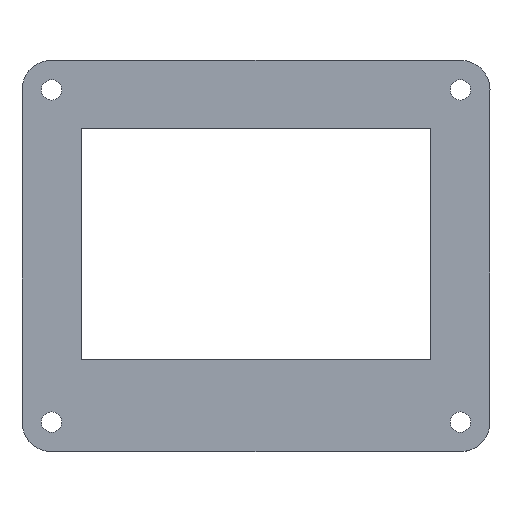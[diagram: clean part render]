
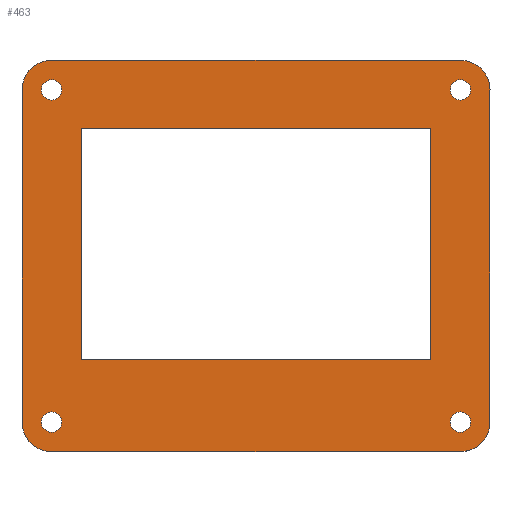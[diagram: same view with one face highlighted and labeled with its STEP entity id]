
A CAD part, top view. The second image highlights one B-rep face of the part: STEP entity #463.
In plain terms, the highlighted planar face has unit normal (0, 0, 1).
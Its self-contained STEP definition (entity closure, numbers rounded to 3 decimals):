
#25=FACE_BOUND('',#82,.T.);
#26=FACE_BOUND('',#83,.T.);
#27=FACE_BOUND('',#84,.T.);
#28=FACE_BOUND('',#85,.T.);
#29=FACE_BOUND('',#86,.T.);
#35=CIRCLE('',#502,5.);
#36=CIRCLE('',#503,5.);
#37=CIRCLE('',#504,5.);
#38=CIRCLE('',#505,5.);
#39=CIRCLE('',#506,5.);
#40=CIRCLE('',#507,5.);
#41=CIRCLE('',#508,1.723);
#42=CIRCLE('',#509,1.723);
#43=CIRCLE('',#510,1.722);
#44=CIRCLE('',#511,1.722);
#57=FACE_OUTER_BOUND('',#81,.T.);
#81=EDGE_LOOP('',(#323,#324,#325,#326,#327,#328,#329,#330,#331,#332));
#82=EDGE_LOOP('',(#333,#334,#335,#336,#337,#338,#339,#340));
#83=EDGE_LOOP('',(#341));
#84=EDGE_LOOP('',(#342));
#85=EDGE_LOOP('',(#343));
#86=EDGE_LOOP('',(#344));
#115=LINE('',#687,#161);
#119=LINE('',#694,#165);
#120=LINE('',#700,#166);
#121=LINE('',#704,#167);
#122=LINE('',#708,#168);
#123=LINE('',#714,#169);
#124=LINE('',#718,#170);
#125=LINE('',#720,#171);
#126=LINE('',#722,#172);
#127=LINE('',#723,#173);
#128=LINE('',#725,#174);
#129=LINE('',#726,#175);
#161=VECTOR('',#549,10.);
#165=VECTOR('',#555,10.);
#166=VECTOR('',#560,10.);
#167=VECTOR('',#563,10.);
#168=VECTOR('',#566,10.);
#169=VECTOR('',#571,10.);
#170=VECTOR('',#574,10.);
#171=VECTOR('',#575,10.);
#172=VECTOR('',#576,10.);
#173=VECTOR('',#577,10.);
#174=VECTOR('',#578,10.);
#175=VECTOR('',#579,10.);
#207=VERTEX_POINT('',#684);
#208=VERTEX_POINT('',#686);
#210=VERTEX_POINT('',#692);
#211=VERTEX_POINT('',#696);
#212=VERTEX_POINT('',#697);
#213=VERTEX_POINT('',#699);
#214=VERTEX_POINT('',#701);
#215=VERTEX_POINT('',#703);
#216=VERTEX_POINT('',#705);
#217=VERTEX_POINT('',#707);
#218=VERTEX_POINT('',#709);
#219=VERTEX_POINT('',#711);
#220=VERTEX_POINT('',#713);
#221=VERTEX_POINT('',#716);
#222=VERTEX_POINT('',#717);
#223=VERTEX_POINT('',#719);
#224=VERTEX_POINT('',#721);
#225=VERTEX_POINT('',#724);
#226=VERTEX_POINT('',#727);
#227=VERTEX_POINT('',#729);
#228=VERTEX_POINT('',#731);
#229=VERTEX_POINT('',#733);
#251=EDGE_CURVE('',#208,#207,#115,.T.);
#255=EDGE_CURVE('',#207,#210,#119,.T.);
#256=EDGE_CURVE('',#211,#212,#35,.T.);
#257=EDGE_CURVE('',#212,#213,#120,.T.);
#258=EDGE_CURVE('',#213,#214,#36,.T.);
#259=EDGE_CURVE('',#214,#215,#121,.T.);
#260=EDGE_CURVE('',#215,#216,#37,.T.);
#261=EDGE_CURVE('',#216,#217,#122,.T.);
#262=EDGE_CURVE('',#217,#218,#38,.T.);
#263=EDGE_CURVE('',#218,#219,#39,.T.);
#264=EDGE_CURVE('',#219,#220,#123,.T.);
#265=EDGE_CURVE('',#220,#211,#40,.T.);
#266=EDGE_CURVE('',#221,#222,#124,.T.);
#267=EDGE_CURVE('',#222,#223,#125,.T.);
#268=EDGE_CURVE('',#223,#224,#126,.T.);
#269=EDGE_CURVE('',#224,#208,#127,.T.);
#270=EDGE_CURVE('',#210,#225,#128,.T.);
#271=EDGE_CURVE('',#225,#221,#129,.T.);
#272=EDGE_CURVE('',#226,#226,#41,.T.);
#273=EDGE_CURVE('',#227,#227,#42,.T.);
#274=EDGE_CURVE('',#228,#228,#43,.T.);
#275=EDGE_CURVE('',#229,#229,#44,.T.);
#323=ORIENTED_EDGE('',*,*,#256,.T.);
#324=ORIENTED_EDGE('',*,*,#257,.T.);
#325=ORIENTED_EDGE('',*,*,#258,.T.);
#326=ORIENTED_EDGE('',*,*,#259,.T.);
#327=ORIENTED_EDGE('',*,*,#260,.T.);
#328=ORIENTED_EDGE('',*,*,#261,.T.);
#329=ORIENTED_EDGE('',*,*,#262,.T.);
#330=ORIENTED_EDGE('',*,*,#263,.T.);
#331=ORIENTED_EDGE('',*,*,#264,.T.);
#332=ORIENTED_EDGE('',*,*,#265,.T.);
#333=ORIENTED_EDGE('',*,*,#266,.T.);
#334=ORIENTED_EDGE('',*,*,#267,.T.);
#335=ORIENTED_EDGE('',*,*,#268,.T.);
#336=ORIENTED_EDGE('',*,*,#269,.T.);
#337=ORIENTED_EDGE('',*,*,#251,.T.);
#338=ORIENTED_EDGE('',*,*,#255,.T.);
#339=ORIENTED_EDGE('',*,*,#270,.T.);
#340=ORIENTED_EDGE('',*,*,#271,.T.);
#341=ORIENTED_EDGE('',*,*,#272,.T.);
#342=ORIENTED_EDGE('',*,*,#273,.T.);
#343=ORIENTED_EDGE('',*,*,#274,.T.);
#344=ORIENTED_EDGE('',*,*,#275,.T.);
#449=PLANE('',#501);
#463=ADVANCED_FACE('',(#57,#25,#26,#27,#28,#29),#449,.T.);
#501=AXIS2_PLACEMENT_3D('',#695,#556,#557);
#502=AXIS2_PLACEMENT_3D('',#698,#558,#559);
#503=AXIS2_PLACEMENT_3D('',#702,#561,#562);
#504=AXIS2_PLACEMENT_3D('',#706,#564,#565);
#505=AXIS2_PLACEMENT_3D('',#710,#567,#568);
#506=AXIS2_PLACEMENT_3D('',#712,#569,#570);
#507=AXIS2_PLACEMENT_3D('',#715,#572,#573);
#508=AXIS2_PLACEMENT_3D('',#728,#580,#581);
#509=AXIS2_PLACEMENT_3D('',#730,#582,#583);
#510=AXIS2_PLACEMENT_3D('',#732,#584,#585);
#511=AXIS2_PLACEMENT_3D('',#734,#586,#587);
#549=DIRECTION('',(-1.,0.002,0.));
#555=DIRECTION('',(0.,1.,0.));
#556=DIRECTION('center_axis',(0.,0.,1.));
#557=DIRECTION('ref_axis',(-1.,0.,0.));
#558=DIRECTION('center_axis',(0.,0.,1.));
#559=DIRECTION('ref_axis',(1.,0.,0.));
#560=DIRECTION('',(-1.,0.,0.));
#561=DIRECTION('center_axis',(0.,0.,1.));
#562=DIRECTION('ref_axis',(0.,1.,0.));
#563=DIRECTION('',(0.,-1.,0.));
#564=DIRECTION('center_axis',(0.,0.,1.));
#565=DIRECTION('ref_axis',(-1.,0.,0.));
#566=DIRECTION('',(1.,0.,0.));
#567=DIRECTION('center_axis',(0.,0.,1.));
#568=DIRECTION('ref_axis',(0.,-1.,0.));
#569=DIRECTION('center_axis',(0.,0.,1.));
#570=DIRECTION('ref_axis',(0.72,-0.694,0.));
#571=DIRECTION('',(0.,1.,0.));
#572=DIRECTION('center_axis',(0.,0.,1.));
#573=DIRECTION('ref_axis',(1.,0.,0.));
#574=DIRECTION('',(1.,0.,0.));
#575=DIRECTION('',(0.,-1.,0.));
#576=DIRECTION('',(-1.,0.,0.));
#577=DIRECTION('',(0.,1.,0.));
#578=DIRECTION('',(1.,0.,0.));
#579=DIRECTION('',(0.,-1.,0.));
#580=DIRECTION('center_axis',(0.,0.,-1.));
#581=DIRECTION('ref_axis',(-1.,0.,0.));
#582=DIRECTION('center_axis',(0.,0.,-1.));
#583=DIRECTION('ref_axis',(-1.,0.,0.));
#584=DIRECTION('center_axis',(0.,0.,-1.));
#585=DIRECTION('ref_axis',(-1.,0.,0.));
#586=DIRECTION('center_axis',(0.,0.,-1.));
#587=DIRECTION('ref_axis',(-1.,0.,0.));
#684=CARTESIAN_POINT('',(141.073,-109.392,10.3));
#686=CARTESIAN_POINT('',(141.078,-109.392,10.3));
#687=CARTESIAN_POINT('',(200.226,-109.516,10.3));
#692=CARTESIAN_POINT('',(141.078,-70.378,10.3));
#694=CARTESIAN_POINT('',(141.073,-109.392,10.3));
#695=CARTESIAN_POINT('Origin',(170.654,-91.963,10.3));
#696=CARTESIAN_POINT('',(208.768,-60.333,10.3));
#697=CARTESIAN_POINT('',(205.232,-58.869,10.3));
#698=CARTESIAN_POINT('Origin',(205.232,-63.869,10.3));
#699=CARTESIAN_POINT('',(136.075,-58.869,10.3));
#700=CARTESIAN_POINT('',(205.232,-58.869,10.3));
#701=CARTESIAN_POINT('',(131.075,-63.869,10.3));
#702=CARTESIAN_POINT('Origin',(136.075,-63.869,10.3));
#703=CARTESIAN_POINT('',(131.075,-120.061,10.3));
#704=CARTESIAN_POINT('',(131.075,-63.869,10.3));
#705=CARTESIAN_POINT('',(136.075,-125.062,10.3));
#706=CARTESIAN_POINT('Origin',(136.075,-120.062,10.3));
#707=CARTESIAN_POINT('',(205.232,-125.062,10.3));
#708=CARTESIAN_POINT('',(136.075,-125.062,10.3));
#709=CARTESIAN_POINT('',(208.832,-123.532,10.3));
#710=CARTESIAN_POINT('Origin',(205.232,-120.062,10.3));
#711=CARTESIAN_POINT('',(210.231,-120.063,10.3));
#712=CARTESIAN_POINT('Origin',(205.231,-120.063,10.3));
#713=CARTESIAN_POINT('',(210.232,-63.869,10.3));
#714=CARTESIAN_POINT('',(210.231,-120.063,10.3));
#715=CARTESIAN_POINT('Origin',(205.232,-63.869,10.3));
#716=CARTESIAN_POINT('',(200.226,-70.385,10.3));
#717=CARTESIAN_POINT('',(200.231,-70.385,10.3));
#718=CARTESIAN_POINT('',(141.078,-70.378,10.3));
#719=CARTESIAN_POINT('',(200.226,-109.516,10.3));
#720=CARTESIAN_POINT('',(200.231,-70.385,10.3));
#721=CARTESIAN_POINT('',(141.078,-109.516,10.3));
#722=CARTESIAN_POINT('',(200.226,-109.516,10.3));
#723=CARTESIAN_POINT('',(141.078,-109.516,10.3));
#724=CARTESIAN_POINT('',(200.226,-70.378,10.3));
#725=CARTESIAN_POINT('',(141.078,-70.378,10.3));
#726=CARTESIAN_POINT('',(200.226,-70.378,10.3));
#727=CARTESIAN_POINT('',(137.798,-63.869,10.3));
#728=CARTESIAN_POINT('Origin',(136.075,-63.869,10.3));
#729=CARTESIAN_POINT('',(137.798,-120.062,10.3));
#730=CARTESIAN_POINT('Origin',(136.075,-120.062,10.3));
#731=CARTESIAN_POINT('',(206.954,-63.869,10.3));
#732=CARTESIAN_POINT('Origin',(205.232,-63.869,10.3));
#733=CARTESIAN_POINT('',(206.953,-120.063,10.3));
#734=CARTESIAN_POINT('Origin',(205.231,-120.063,10.3));
